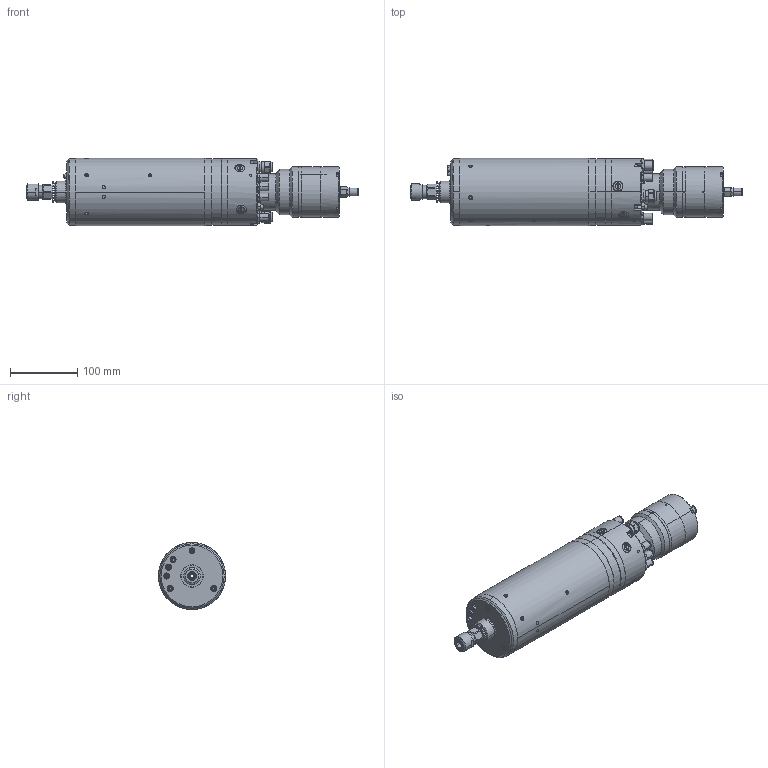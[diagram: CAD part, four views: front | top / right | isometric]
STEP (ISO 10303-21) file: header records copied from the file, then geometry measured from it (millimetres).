
FILE_DESCRIPTION (( 'STEP AP203' ), '1' );
FILE_NAME ('100A40K-00A.STEP', '2013-08-12T08:52:49', ( '' ), ( '' ), 'SwSTEP 2.0', 'SolidWorks 2012', '' );
FILE_SCHEMA (( 'CONFIG_CONTROL_DESIGN' ));
Length unit declared in the file: millimetre
Products named in the file (1): 100A40K-00A
Bounding box: 495.13 x 100 x 100 mm (x, y, z)
Surface area: 192213.1 mm2 (no closed solid volume)
Topology: 0 solids, 87 shells, 885 faces, 2768 edges, 1968 vertices
Faces by surface type: plane 378, cylinder 340, cone 105, torus 50, sphere 12
Entity records: 32682 total; most frequent: CARTESIAN_POINT 7236, DIRECTION 5787, ORIENTED_EDGE 4462, EDGE_CURVE 2731, AXIS2_PLACEMENT_3D 2281, VERTEX_POINT 1959, CIRCLE 1395, LINE 1225
